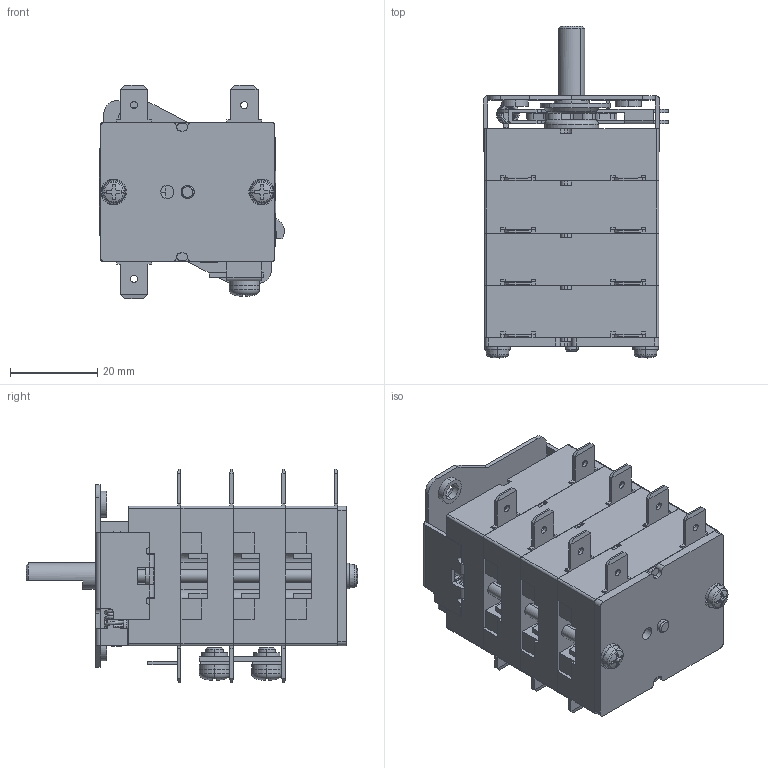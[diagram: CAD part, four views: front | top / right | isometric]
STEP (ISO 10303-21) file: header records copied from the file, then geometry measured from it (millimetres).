
FILE_DESCRIPTION (( 'STEP AP203' ), '1' );
FILE_NAME ('EC76仩仩.STEP', '2020-03-12T04:47:13', ( '' ), ( '' ), 'SwSTEP 2.0', 'SolidWorks 2018', '' );
FILE_SCHEMA (( 'CONFIG_CONTROL_DESIGN' ));
Length unit declared in the file: millimetre
Products named in the file (14): スプリング (Eシリーズ); F僾儗乕僩a (E僔儕乕僘); 僐儞僟僋僞僗僋儕儏乕 (E僔儕乕僘); ケース (Eシリーズ ); フレーム (Eシリーズ); ローラー (Eシリーズ); EC76仩仩; ホルダー (Eシリーズ); F僾儗乕僩b (E僔儕乕僘); 儚僢僔儍乕 (E僔儕乕僘 ); 僔儍僼僩僇僔儊 (E僔儕乕僘); 僐儞僟僋僞乕 (E僔儕乕僘 ); シールド (Eシリーズ); スクリュー (Eシリーズ)
Assembly tree (31 placements, depth 2):
  EC76仩仩
    フレーム (Eシリーズ)
    ケース (Eシリーズ )  x4
    シールド (Eシリーズ)
    スクリュー (Eシリーズ)  x2
    F僾儗乕僩a (E僔儕乕僘)  x11
    F僾儗乕僩b (E僔儕乕僘)  x3
    僐儞僟僋僞乕 (E僔儕乕僘 )
    僐儞僟僋僞僗僋儕儏乕 (E僔儕乕僘)  x2
    儚僢僔儍乕 (E僔儕乕僘 )  x2
    僔儍僼僩僇僔儊 (E僔儕乕僘)
    ホルダー (Eシリーズ)
    ローラー (Eシリーズ)
    スプリング (Eシリーズ)
Bounding box: 42.5 x 76.26 x 49 mm (x, y, z)
Volume: 64795.4 mm3; surface area: 35443.4 mm2
Topology: 33 solids, 33 shells, 1229 faces, 3193 edges, 2055 vertices
Faces by surface type: plane 814, cylinder 318, torus 52, cone 21, sphere 14, bspline 10
Entity records: 22986 total; most frequent: CARTESIAN_POINT 5935, DIRECTION 3266, ORIENTED_EDGE 3094, EDGE_CURVE 1547, AXIS2_PLACEMENT_3D 1137, LINE 992, VECTOR 992, VERTEX_POINT 990
